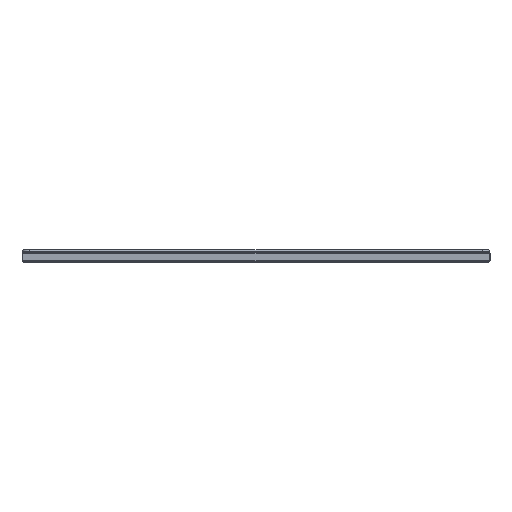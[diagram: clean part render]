
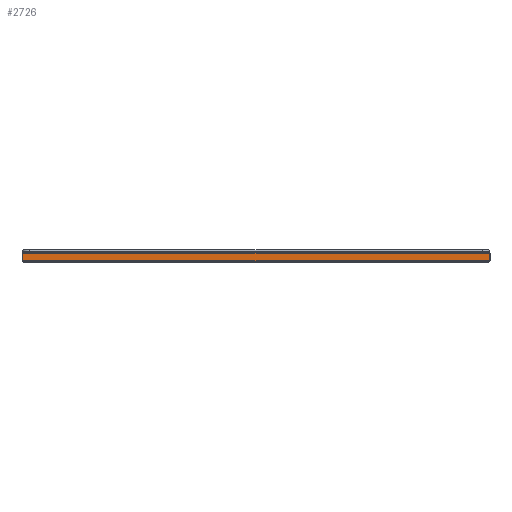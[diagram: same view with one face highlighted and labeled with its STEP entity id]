
A CAD part, left-side view. The second image highlights one B-rep face of the part: STEP entity #2726.
In plain terms, the highlighted planar face has unit normal (-1, 0, 0).
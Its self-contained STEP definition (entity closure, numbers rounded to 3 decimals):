
#26 = CARTESIAN_POINT ( 'NONE',  ( 0., 797.859, 1. ) ) ;
#28 = EDGE_CURVE ( 'NONE', #4747, #2767, #2467, .T. ) ;
#96 = ORIENTED_EDGE ( 'NONE', *, *, #1298, .F. ) ;
#123 = EDGE_LOOP ( 'NONE', ( #4946, #96, #944, #742 ) ) ;
#236 = EDGE_CURVE ( 'NONE', #4747, #1313, #3555, .T. ) ;
#390 = DIRECTION ( 'NONE',  ( 0., 1., 0. ) ) ;
#742 = ORIENTED_EDGE ( 'NONE', *, *, #236, .T. ) ;
#808 = VERTEX_POINT ( 'NONE', #2370 ) ;
#869 = DIRECTION ( 'NONE',  ( 1., 0., 0. ) ) ;
#944 = ORIENTED_EDGE ( 'NONE', *, *, #28, .F. ) ;
#1298 = EDGE_CURVE ( 'NONE', #2767, #808, #4965, .T. ) ;
#1313 = VERTEX_POINT ( 'NONE', #1709 ) ;
#1490 = DIRECTION ( 'NONE',  ( 0., 0., 1. ) ) ;
#1616 = LINE ( 'NONE', #3647, #5279 ) ;
#1629 = CARTESIAN_POINT ( 'NONE',  ( 0., 797.859, 1. ) ) ;
#1709 = CARTESIAN_POINT ( 'NONE',  ( 0., 1.141, 14.5 ) ) ;
#1738 = DIRECTION ( 'NONE',  ( 0., 0., 1. ) ) ;
#2105 = AXIS2_PLACEMENT_3D ( 'NONE', #3000, #869, #3403 ) ;
#2207 = CARTESIAN_POINT ( 'NONE',  ( 0., 1.141, 1. ) ) ;
#2370 = CARTESIAN_POINT ( 'NONE',  ( 0., 797.859, 14.5 ) ) ;
#2467 = LINE ( 'NONE', #3332, #2536 ) ;
#2536 = VECTOR ( 'NONE', #2986, 1000. ) ;
#2726 = ADVANCED_FACE ( 'NONE', ( #3773 ), #3319, .F. ) ;
#2767 = VERTEX_POINT ( 'NONE', #26 ) ;
#2864 = EDGE_CURVE ( 'NONE', #1313, #808, #1616, .T. ) ;
#2986 = DIRECTION ( 'NONE',  ( 0., 1., 0. ) ) ;
#3000 = CARTESIAN_POINT ( 'NONE',  ( 0., 0., 0. ) ) ;
#3319 = PLANE ( 'NONE',  #2105 ) ;
#3332 = CARTESIAN_POINT ( 'NONE',  ( 0., 799., 1. ) ) ;
#3403 = DIRECTION ( 'NONE',  ( 0., 0., -1. ) ) ;
#3407 = CARTESIAN_POINT ( 'NONE',  ( 0., 1.141, 1. ) ) ;
#3555 = LINE ( 'NONE', #2207, #3989 ) ;
#3647 = CARTESIAN_POINT ( 'NONE',  ( 0., 1.707, 14.5 ) ) ;
#3773 = FACE_OUTER_BOUND ( 'NONE', #123, .T. ) ;
#3989 = VECTOR ( 'NONE', #1490, 1000. ) ;
#4613 = VECTOR ( 'NONE', #1738, 1000. ) ;
#4747 = VERTEX_POINT ( 'NONE', #3407 ) ;
#4946 = ORIENTED_EDGE ( 'NONE', *, *, #2864, .T. ) ;
#4965 = LINE ( 'NONE', #1629, #4613 ) ;
#5279 = VECTOR ( 'NONE', #390, 1000. ) ;
